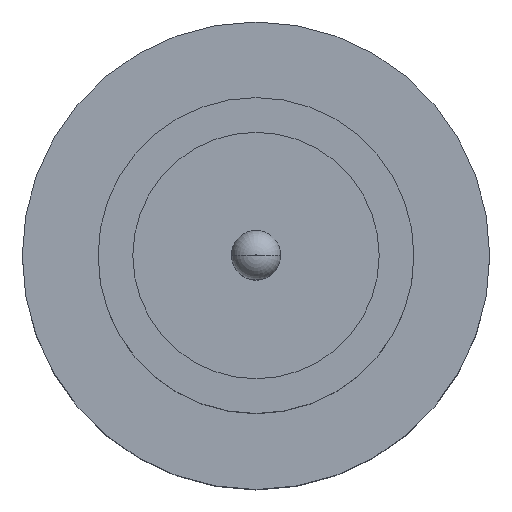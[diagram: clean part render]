
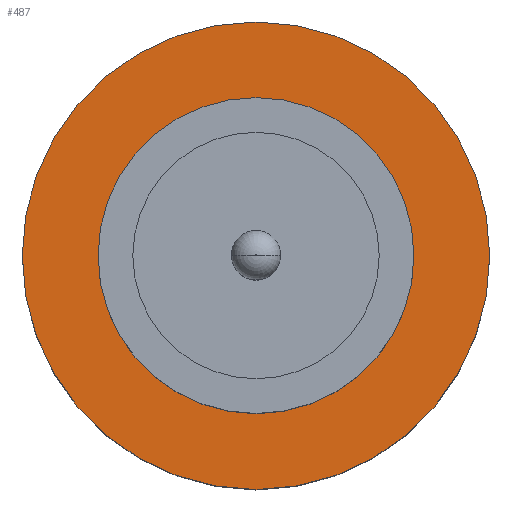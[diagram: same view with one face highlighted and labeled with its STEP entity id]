
A CAD part, top view. The second image highlights one B-rep face of the part: STEP entity #487.
In plain terms, the highlighted planar face has unit normal (0, 0, 1).
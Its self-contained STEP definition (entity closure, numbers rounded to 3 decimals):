
#10 = EDGE_CURVE ( 'NONE', #689, #436, #775, .T. ) ;
#13 = DIRECTION ( 'NONE',  ( 1., 0., 0. ) ) ;
#21 = DIRECTION ( 'NONE',  ( 0., 0., 1. ) ) ;
#62 = DIRECTION ( 'NONE',  ( 0., 0., 1. ) ) ;
#88 = PLANE ( 'NONE',  #211 ) ;
#130 = CIRCLE ( 'NONE', #157, 1.85 ) ;
#157 = AXIS2_PLACEMENT_3D ( 'NONE', #608, #62, #238 ) ;
#173 = EDGE_CURVE ( 'NONE', #792, #504, #216, .T. ) ;
#197 = EDGE_CURVE ( 'NONE', #436, #689, #130, .T. ) ;
#211 = AXIS2_PLACEMENT_3D ( 'NONE', #764, #21, #13 ) ;
#216 = CIRCLE ( 'NONE', #309, 1.25 ) ;
#229 = EDGE_LOOP ( 'NONE', ( #434, #635 ) ) ;
#230 = ORIENTED_EDGE ( 'NONE', *, *, #548, .F. ) ;
#233 = DIRECTION ( 'NONE',  ( 1., 0., 0. ) ) ;
#238 = DIRECTION ( 'NONE',  ( 1., 0., 0. ) ) ;
#244 = CIRCLE ( 'NONE', #418, 1.25 ) ;
#273 = AXIS2_PLACEMENT_3D ( 'NONE', #478, #346, #288 ) ;
#288 = DIRECTION ( 'NONE',  ( 1., 0., 0. ) ) ;
#309 = AXIS2_PLACEMENT_3D ( 'NONE', #662, #419, #233 ) ;
#327 = FACE_OUTER_BOUND ( 'NONE', #229, .T. ) ;
#346 = DIRECTION ( 'NONE',  ( 0., 0., 1. ) ) ;
#370 = DIRECTION ( 'NONE',  ( 0., 0., 1. ) ) ;
#403 = CARTESIAN_POINT ( 'NONE',  ( -1.85, 0., 1.55 ) ) ;
#418 = AXIS2_PLACEMENT_3D ( 'NONE', #508, #370, #795 ) ;
#419 = DIRECTION ( 'NONE',  ( 0., 0., 1. ) ) ;
#434 = ORIENTED_EDGE ( 'NONE', *, *, #10, .T. ) ;
#436 = VERTEX_POINT ( 'NONE', #745 ) ;
#475 = ORIENTED_EDGE ( 'NONE', *, *, #173, .F. ) ;
#478 = CARTESIAN_POINT ( 'NONE',  ( 0., 0., 1.55 ) ) ;
#487 = ADVANCED_FACE ( 'NONE', ( #534, #327 ), #88, .T. ) ;
#504 = VERTEX_POINT ( 'NONE', #623 ) ;
#508 = CARTESIAN_POINT ( 'NONE',  ( 0., 0., 1.55 ) ) ;
#534 = FACE_BOUND ( 'NONE', #542, .T. ) ;
#542 = EDGE_LOOP ( 'NONE', ( #475, #230 ) ) ;
#548 = EDGE_CURVE ( 'NONE', #504, #792, #244, .T. ) ;
#608 = CARTESIAN_POINT ( 'NONE',  ( 0., 0., 1.55 ) ) ;
#623 = CARTESIAN_POINT ( 'NONE',  ( -1.25, 0., 1.55 ) ) ;
#635 = ORIENTED_EDGE ( 'NONE', *, *, #197, .T. ) ;
#662 = CARTESIAN_POINT ( 'NONE',  ( 0., 0., 1.55 ) ) ;
#689 = VERTEX_POINT ( 'NONE', #403 ) ;
#693 = CARTESIAN_POINT ( 'NONE',  ( 1.25, 0., 1.55 ) ) ;
#745 = CARTESIAN_POINT ( 'NONE',  ( 1.85, 0., 1.55 ) ) ;
#764 = CARTESIAN_POINT ( 'NONE',  ( 0., 0., 1.55 ) ) ;
#775 = CIRCLE ( 'NONE', #273, 1.85 ) ;
#792 = VERTEX_POINT ( 'NONE', #693 ) ;
#795 = DIRECTION ( 'NONE',  ( 1., 0., 0. ) ) ;
